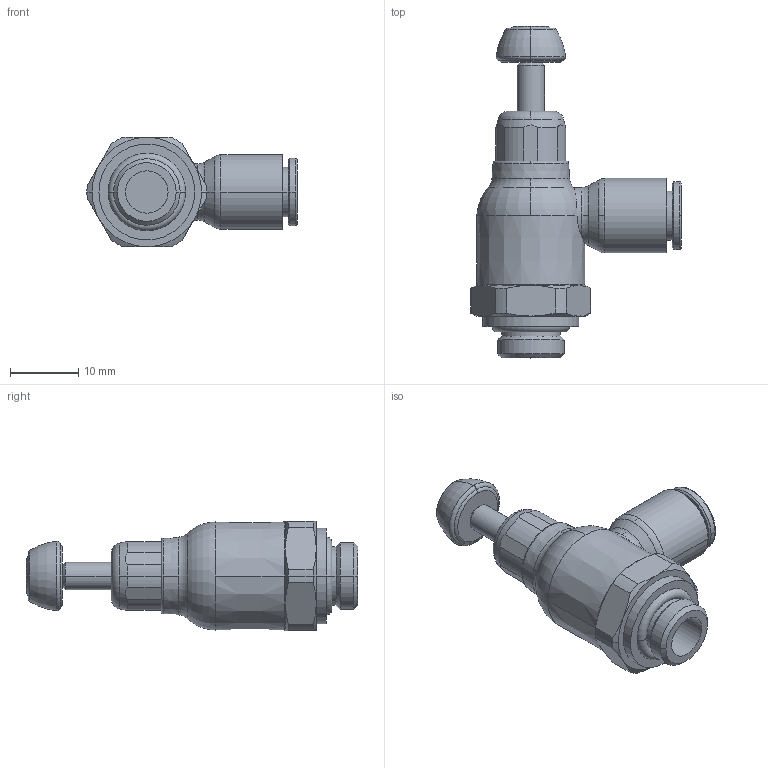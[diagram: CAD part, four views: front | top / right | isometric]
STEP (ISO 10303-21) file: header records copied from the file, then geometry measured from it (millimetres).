
FILE_DESCRIPTION(('STEP AP214'),'1');
FILE_NAME('7062_06_10.stp','2016-07-07T14:20:56',('TraceParts'),('TraceParts S.A.'),'Spatial InterOp 3D',' ',' ');
FILE_SCHEMA(('automotive_design'));
Length unit declared in the file: millimetre
Products named in the file (1): 1
Bounding box: 30.7 x 48.51 x 16 mm (x, y, z)
Volume: 5579.5 mm3; surface area: 3685.8 mm2
Topology: 1 solids, 1 shells, 125 faces, 318 edges, 202 vertices
Faces by surface type: cone 36, cylinder 34, torus 28, plane 23, revolution 4
Entity records: 3998 total; most frequent: CARTESIAN_POINT 890, DIRECTION 719, ORIENTED_EDGE 636, EDGE_CURVE 318, AXIS2_PLACEMENT_3D 315, VERTEX_POINT 202, CIRCLE 193, EDGE_LOOP 134
